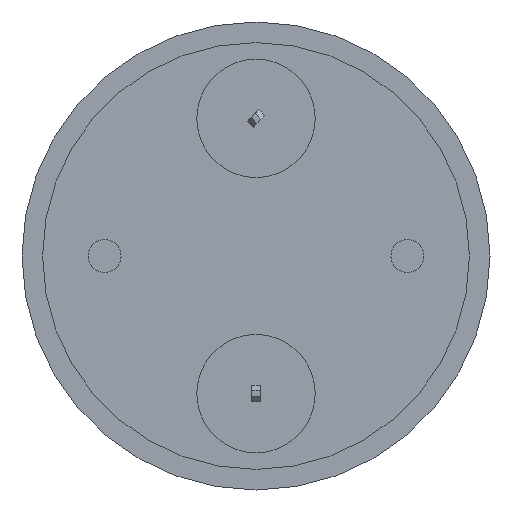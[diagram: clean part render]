
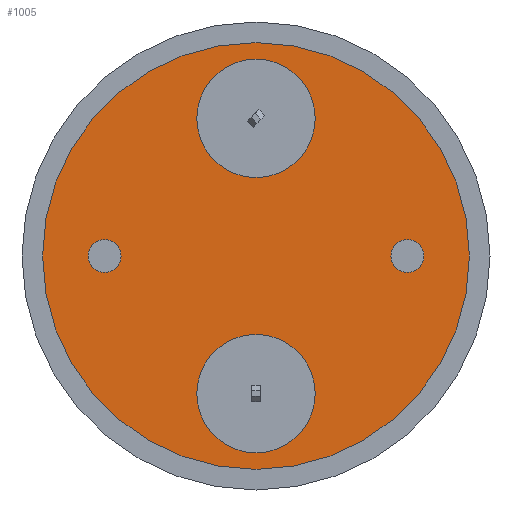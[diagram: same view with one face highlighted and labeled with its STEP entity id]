
A CAD part, front view. The second image highlights one B-rep face of the part: STEP entity #1005.
In plain terms, the highlighted planar face has unit normal (0, -1, 0).
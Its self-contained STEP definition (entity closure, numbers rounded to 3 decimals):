
#12 = DIRECTION ( 'NONE',  ( 0., -1., 0. ) ) ;
#13 = CARTESIAN_POINT ( 'NONE',  ( 0., 0.5, 5. ) ) ;
#33 = CIRCLE ( 'NONE', #728, 7.75 ) ;
#46 = DIRECTION ( 'NONE',  ( -1., 0., 0. ) ) ;
#74 = VERTEX_POINT ( 'NONE', #1030 ) ;
#83 = CARTESIAN_POINT ( 'NONE',  ( 0., 0.5, 0. ) ) ;
#84 = CIRCLE ( 'NONE', #558, 0.6 ) ;
#92 = EDGE_CURVE ( 'NONE', #733, #457, #475, .T. ) ;
#95 = ORIENTED_EDGE ( 'NONE', *, *, #925, .T. ) ;
#109 = DIRECTION ( 'NONE',  ( 0., -1., 0. ) ) ;
#120 = DIRECTION ( 'NONE',  ( 0., -1., 0. ) ) ;
#143 = AXIS2_PLACEMENT_3D ( 'NONE', #583, #668, #184 ) ;
#172 = VERTEX_POINT ( 'NONE', #782 ) ;
#184 = DIRECTION ( 'NONE',  ( 0., 0., -1. ) ) ;
#190 = VERTEX_POINT ( 'NONE', #358 ) ;
#192 = EDGE_CURVE ( 'NONE', #457, #733, #848, .T. ) ;
#197 = EDGE_LOOP ( 'NONE', ( #905, #642 ) ) ;
#202 = VERTEX_POINT ( 'NONE', #750 ) ;
#211 = CIRCLE ( 'NONE', #399, 2.15 ) ;
#215 = CARTESIAN_POINT ( 'NONE',  ( 7.75, 0.5, 0. ) ) ;
#218 = DIRECTION ( 'NONE',  ( 0., -1., 0. ) ) ;
#219 = CARTESIAN_POINT ( 'NONE',  ( 0., 0.5, -5. ) ) ;
#242 = AXIS2_PLACEMENT_3D ( 'NONE', #287, #109, #724 ) ;
#252 = FACE_BOUND ( 'NONE', #469, .T. ) ;
#267 = ORIENTED_EDGE ( 'NONE', *, *, #92, .F. ) ;
#269 = DIRECTION ( 'NONE',  ( 1., 0., 0. ) ) ;
#274 = EDGE_CURVE ( 'NONE', #894, #982, #384, .T. ) ;
#287 = CARTESIAN_POINT ( 'NONE',  ( 5.5, 0.5, 0. ) ) ;
#295 = EDGE_LOOP ( 'NONE', ( #1007, #975 ) ) ;
#311 = EDGE_CURVE ( 'NONE', #74, #721, #932, .T. ) ;
#318 = EDGE_CURVE ( 'NONE', #172, #202, #84, .T. ) ;
#330 = AXIS2_PLACEMENT_3D ( 'NONE', #709, #120, #964 ) ;
#345 = FACE_BOUND ( 'NONE', #751, .T. ) ;
#358 = CARTESIAN_POINT ( 'NONE',  ( -2.15, 0.5, -5. ) ) ;
#384 = CIRCLE ( 'NONE', #999, 7.75 ) ;
#399 = AXIS2_PLACEMENT_3D ( 'NONE', #556, #1077, #474 ) ;
#411 = PLANE ( 'NONE',  #143 ) ;
#431 = DIRECTION ( 'NONE',  ( -1., 0., 0. ) ) ;
#434 = FACE_BOUND ( 'NONE', #295, .T. ) ;
#457 = VERTEX_POINT ( 'NONE', #976 ) ;
#459 = EDGE_LOOP ( 'NONE', ( #95, #749 ) ) ;
#464 = CARTESIAN_POINT ( 'NONE',  ( 2.15, 0.5, -5. ) ) ;
#469 = EDGE_LOOP ( 'NONE', ( #778, #738 ) ) ;
#474 = DIRECTION ( 'NONE',  ( 1., 0., 0. ) ) ;
#475 = CIRCLE ( 'NONE', #985, 2.15 ) ;
#489 = CIRCLE ( 'NONE', #242, 0.6 ) ;
#511 = AXIS2_PLACEMENT_3D ( 'NONE', #13, #218, #538 ) ;
#538 = DIRECTION ( 'NONE',  ( 1., 0., 0. ) ) ;
#556 = CARTESIAN_POINT ( 'NONE',  ( 0., 0.5, -5. ) ) ;
#558 = AXIS2_PLACEMENT_3D ( 'NONE', #1017, #12, #269 ) ;
#583 = CARTESIAN_POINT ( 'NONE',  ( 0., 0.5, 0. ) ) ;
#597 = CIRCLE ( 'NONE', #330, 0.6 ) ;
#613 = DIRECTION ( 'NONE',  ( 1., 0., 0. ) ) ;
#642 = ORIENTED_EDGE ( 'NONE', *, *, #311, .F. ) ;
#667 = AXIS2_PLACEMENT_3D ( 'NONE', #685, #842, #951 ) ;
#668 = DIRECTION ( 'NONE',  ( 0., -1., 0. ) ) ;
#676 = FACE_BOUND ( 'NONE', #197, .T. ) ;
#678 = CARTESIAN_POINT ( 'NONE',  ( 4.9, 0.5, 0. ) ) ;
#685 = CARTESIAN_POINT ( 'NONE',  ( 5.5, 0.5, 0. ) ) ;
#687 = CARTESIAN_POINT ( 'NONE',  ( -7.75, 0.5, 0. ) ) ;
#692 = AXIS2_PLACEMENT_3D ( 'NONE', #219, #807, #737 ) ;
#709 = CARTESIAN_POINT ( 'NONE',  ( -5.5, 0.5, 0. ) ) ;
#721 = VERTEX_POINT ( 'NONE', #678 ) ;
#724 = DIRECTION ( 'NONE',  ( 1., 0., 0. ) ) ;
#728 = AXIS2_PLACEMENT_3D ( 'NONE', #1066, #830, #46 ) ;
#733 = VERTEX_POINT ( 'NONE', #939 ) ;
#737 = DIRECTION ( 'NONE',  ( 1., 0., 0. ) ) ;
#738 = ORIENTED_EDGE ( 'NONE', *, *, #917, .F. ) ;
#749 = ORIENTED_EDGE ( 'NONE', *, *, #274, .T. ) ;
#750 = CARTESIAN_POINT ( 'NONE',  ( -4.9, 0.5, 0. ) ) ;
#751 = EDGE_LOOP ( 'NONE', ( #943, #267 ) ) ;
#753 = VERTEX_POINT ( 'NONE', #464 ) ;
#769 = EDGE_CURVE ( 'NONE', #202, #172, #597, .T. ) ;
#778 = ORIENTED_EDGE ( 'NONE', *, *, #936, .F. ) ;
#782 = CARTESIAN_POINT ( 'NONE',  ( -6.1, 0.5, 0. ) ) ;
#807 = DIRECTION ( 'NONE',  ( 0., -1., 0. ) ) ;
#813 = EDGE_CURVE ( 'NONE', #721, #74, #489, .T. ) ;
#830 = DIRECTION ( 'NONE',  ( 0., -1., 0. ) ) ;
#842 = DIRECTION ( 'NONE',  ( 0., -1., 0. ) ) ;
#848 = CIRCLE ( 'NONE', #511, 2.15 ) ;
#869 = DIRECTION ( 'NONE',  ( 0., -1., 0. ) ) ;
#894 = VERTEX_POINT ( 'NONE', #215 ) ;
#905 = ORIENTED_EDGE ( 'NONE', *, *, #813, .F. ) ;
#917 = EDGE_CURVE ( 'NONE', #753, #190, #1041, .T. ) ;
#925 = EDGE_CURVE ( 'NONE', #982, #894, #33, .T. ) ;
#932 = CIRCLE ( 'NONE', #667, 0.6 ) ;
#936 = EDGE_CURVE ( 'NONE', #190, #753, #211, .T. ) ;
#939 = CARTESIAN_POINT ( 'NONE',  ( 2.15, 0.5, 5. ) ) ;
#941 = DIRECTION ( 'NONE',  ( 0., -1., 0. ) ) ;
#943 = ORIENTED_EDGE ( 'NONE', *, *, #192, .F. ) ;
#951 = DIRECTION ( 'NONE',  ( 1., 0., 0. ) ) ;
#964 = DIRECTION ( 'NONE',  ( 1., 0., 0. ) ) ;
#975 = ORIENTED_EDGE ( 'NONE', *, *, #769, .F. ) ;
#976 = CARTESIAN_POINT ( 'NONE',  ( -2.15, 0.5, 5. ) ) ;
#982 = VERTEX_POINT ( 'NONE', #687 ) ;
#985 = AXIS2_PLACEMENT_3D ( 'NONE', #1037, #941, #613 ) ;
#999 = AXIS2_PLACEMENT_3D ( 'NONE', #83, #869, #431 ) ;
#1005 = ADVANCED_FACE ( 'NONE', ( #676, #434, #252, #345, #1096 ), #411, .T. ) ;
#1007 = ORIENTED_EDGE ( 'NONE', *, *, #318, .F. ) ;
#1017 = CARTESIAN_POINT ( 'NONE',  ( -5.5, 0.5, 0. ) ) ;
#1030 = CARTESIAN_POINT ( 'NONE',  ( 6.1, 0.5, 0. ) ) ;
#1037 = CARTESIAN_POINT ( 'NONE',  ( 0., 0.5, 5. ) ) ;
#1041 = CIRCLE ( 'NONE', #692, 2.15 ) ;
#1066 = CARTESIAN_POINT ( 'NONE',  ( 0., 0.5, 0. ) ) ;
#1077 = DIRECTION ( 'NONE',  ( 0., -1., 0. ) ) ;
#1096 = FACE_OUTER_BOUND ( 'NONE', #459, .T. ) ;
